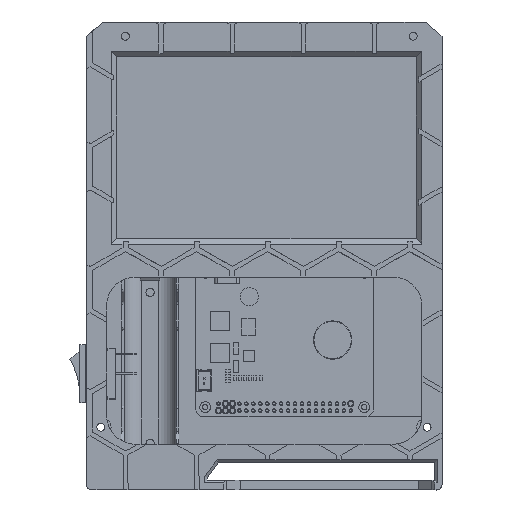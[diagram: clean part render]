
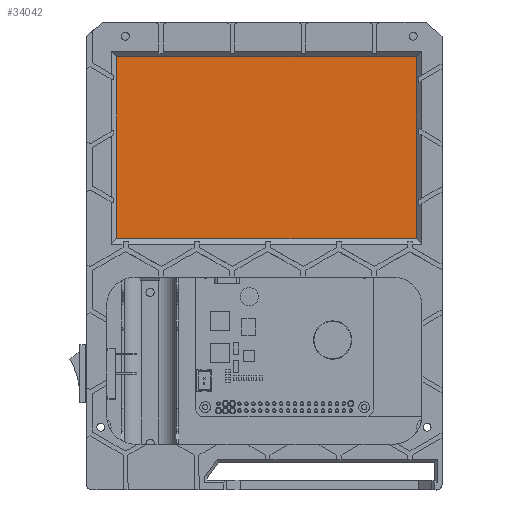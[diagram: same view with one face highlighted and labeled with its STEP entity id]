
A CAD part, top view. The second image highlights one B-rep face of the part: STEP entity #34042.
In plain terms, the highlighted planar face has unit normal (0, 0, 1).
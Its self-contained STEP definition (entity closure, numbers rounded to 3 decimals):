
#3445=FACE_OUTER_BOUND('',#5525,.T.);
#5525=EDGE_LOOP('',(#27085,#27086,#27087,#27088));
#8386=LINE('',#58413,#12091);
#8389=LINE('',#58419,#12094);
#8392=LINE('',#58425,#12097);
#8395=LINE('',#58429,#12100);
#12091=VECTOR('',#41421,10.);
#12094=VECTOR('',#41426,10.);
#12097=VECTOR('',#41431,10.);
#12100=VECTOR('',#41436,10.);
#15649=VERTEX_POINT('',#58410);
#15650=VERTEX_POINT('',#58412);
#15652=VERTEX_POINT('',#58418);
#15654=VERTEX_POINT('',#58424);
#19704=EDGE_CURVE('',#15650,#15649,#8386,.T.);
#19707=EDGE_CURVE('',#15652,#15650,#8389,.T.);
#19710=EDGE_CURVE('',#15654,#15652,#8392,.T.);
#19713=EDGE_CURVE('',#15649,#15654,#8395,.T.);
#27085=ORIENTED_EDGE('',*,*,#19713,.T.);
#27086=ORIENTED_EDGE('',*,*,#19710,.T.);
#27087=ORIENTED_EDGE('',*,*,#19707,.T.);
#27088=ORIENTED_EDGE('',*,*,#19704,.T.);
#32413=PLANE('',#36122);
#34042=ADVANCED_FACE('',(#3445),#32413,.T.);
#36122=AXIS2_PLACEMENT_3D('',#58430,#41437,#41438);
#41421=DIRECTION('',(-1.,0.,0.));
#41426=DIRECTION('',(0.,1.,0.));
#41431=DIRECTION('',(1.,0.,0.));
#41436=DIRECTION('',(0.,-1.,0.));
#41437=DIRECTION('center_axis',(0.,0.,1.));
#41438=DIRECTION('ref_axis',(1.,0.,0.));
#58410=CARTESIAN_POINT('',(0.,76.,0.2));
#58412=CARTESIAN_POINT('',(121.5,76.,0.2));
#58413=CARTESIAN_POINT('',(121.5,76.,0.2));
#58418=CARTESIAN_POINT('',(121.5,0.,0.2));
#58419=CARTESIAN_POINT('',(121.5,0.,0.2));
#58424=CARTESIAN_POINT('',(0.,0.,0.2));
#58425=CARTESIAN_POINT('',(0.,0.,0.2));
#58429=CARTESIAN_POINT('',(0.,76.,0.2));
#58430=CARTESIAN_POINT('Origin',(60.75,38.,0.2));
